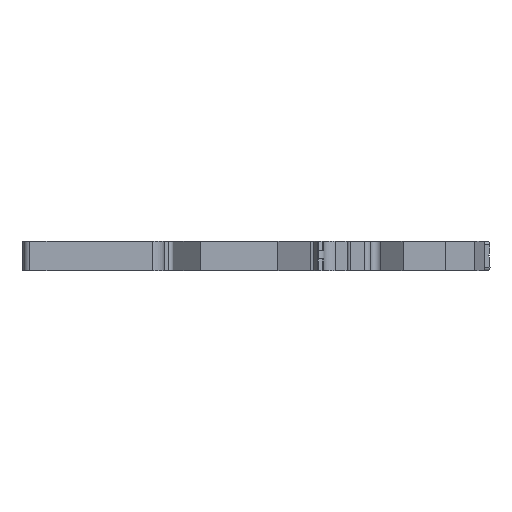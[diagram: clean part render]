
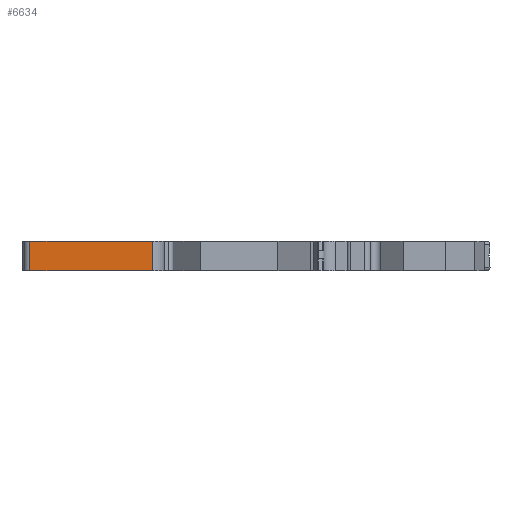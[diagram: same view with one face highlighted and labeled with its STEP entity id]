
A CAD part, front view. The second image highlights one B-rep face of the part: STEP entity #6634.
In plain terms, the highlighted planar face has unit normal (0, -1, 0).
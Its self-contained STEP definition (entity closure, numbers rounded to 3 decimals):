
#1789=DIRECTION('',(0.,0.,1.));
#1790=VECTOR('',#1789,5.);
#1791=CARTESIAN_POINT('',(-17.75,0.,-5.));
#1792=LINE('',#1791,#1790);
#1793=DIRECTION('',(1.,0.,0.));
#1794=VECTOR('',#1793,21.05);
#1795=CARTESIAN_POINT('',(-38.8,0.,0.));
#1796=LINE('',#1795,#1794);
#1797=DIRECTION('',(-1.,0.,0.));
#1798=VECTOR('',#1797,21.05);
#1799=CARTESIAN_POINT('',(-17.75,0.,-5.));
#1800=LINE('',#1799,#1798);
#1801=DIRECTION('',(0.,0.,-1.));
#1802=VECTOR('',#1801,5.);
#1803=CARTESIAN_POINT('',(-38.8,0.,0.));
#1804=LINE('',#1803,#1802);
#3758=CARTESIAN_POINT('',(-17.75,0.,0.));
#3759=VERTEX_POINT('',#3758);
#3760=CARTESIAN_POINT('',(-38.8,0.,0.));
#3761=VERTEX_POINT('',#3760);
#4280=CARTESIAN_POINT('',(-38.8,0.,-5.));
#4281=VERTEX_POINT('',#4280);
#4282=CARTESIAN_POINT('',(-17.75,0.,-5.));
#4283=VERTEX_POINT('',#4282);
#6622=CARTESIAN_POINT('',(-28.275,0.,-2.5));
#6623=DIRECTION('',(0.,1.,0.));
#6624=DIRECTION('',(1.,0.,0.));
#6625=AXIS2_PLACEMENT_3D('',#6622,#6623,#6624);
#6626=PLANE('',#6625);
#6628=ORIENTED_EDGE('',*,*,#6627,.F.);
#6629=ORIENTED_EDGE('',*,*,#5534,.T.);
#6630=ORIENTED_EDGE('',*,*,#6617,.F.);
#6631=ORIENTED_EDGE('',*,*,#5312,.T.);
#6632=EDGE_LOOP('',(#6628,#6629,#6630,#6631));
#6633=FACE_OUTER_BOUND('',#6632,.F.);
#5312=EDGE_CURVE('',#4283,#4281,#1800,.T.);
#5534=EDGE_CURVE('',#3761,#3759,#1796,.T.);
#6617=EDGE_CURVE('',#4283,#3759,#1792,.T.);
#6627=EDGE_CURVE('',#3761,#4281,#1804,.T.);
#6634=ADVANCED_FACE('',(#6633),#6626,.F.);
